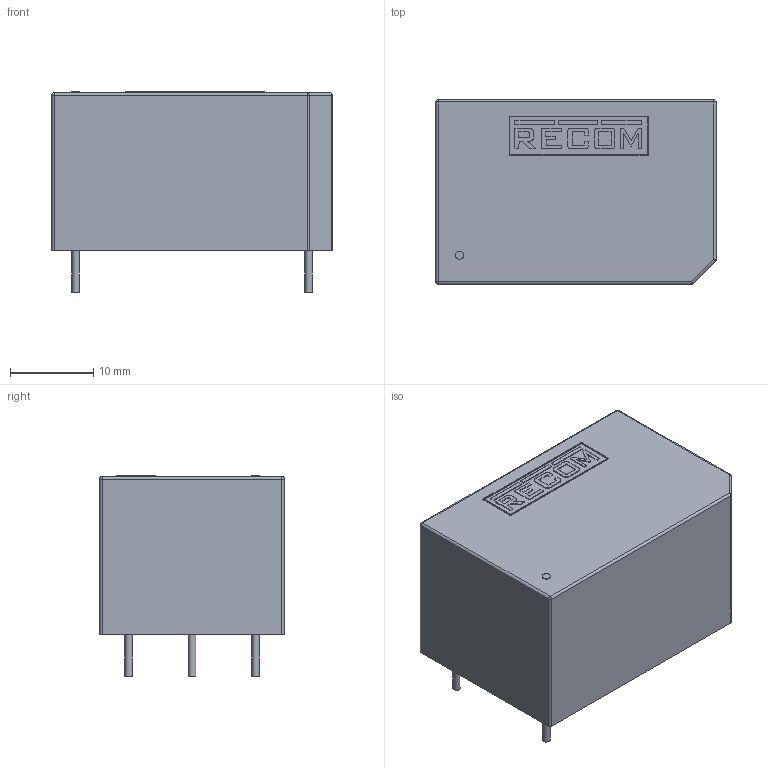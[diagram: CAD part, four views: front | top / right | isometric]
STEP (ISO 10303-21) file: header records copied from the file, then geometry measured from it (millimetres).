
FILE_DESCRIPTION(/* description */ (''),/* implementation_level */ '2;1');
FILE_NAME(/* name */ 'Converter_ACDC_RECOM_RAC01-xSGB_THT.step',/* time_stamp */ '2018-09-04T19:31:24+01:00',/* author */ ('cylindric'),/* organization */ (''),/* preprocessor_version */ 'ST-DEVELOPER v17.2',/* originating_system */ 'Autodesk Translation Framework v7.6.0.251',/* authorisation */ '');
FILE_SCHEMA (('AUTOMOTIVE_DESIGN { 1 0 10303 214 3 1 1 }'));
Length unit declared in the file: millimetre
Products named in the file (1): Converter_ACDC_RECOM_RAC01-xSGB_THT
Bounding box: 33.7 x 22.2 x 24.1 mm (x, y, z)
Volume: 14149.8 mm3; surface area: 3634.9 mm2
Topology: 1 solids, 1 shells, 135 faces, 333 edges, 217 vertices
Faces by surface type: plane 103, cylinder 27, sphere 5
Full cylindrical faces by diameter (mm): 0.9 x4, 1 x1
Entity records: 4006 total; most frequent: CARTESIAN_POINT 686, ORIENTED_EDGE 666, DIRECTION 659, EDGE_CURVE 333, LINE 279, VECTOR 279, VERTEX_POINT 217, AXIS2_PLACEMENT_3D 190
